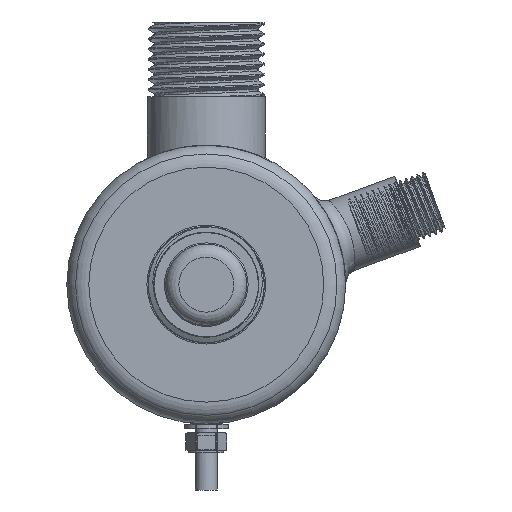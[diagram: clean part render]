
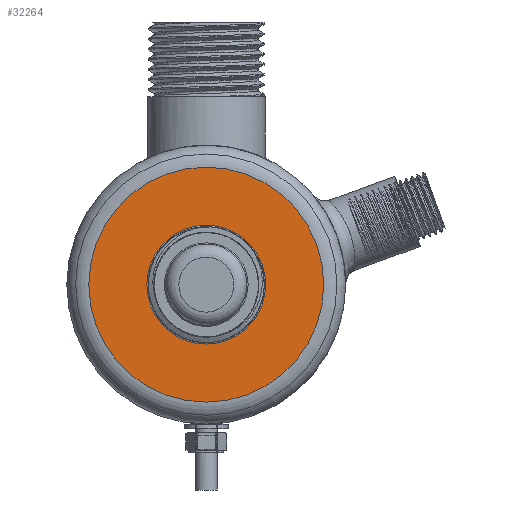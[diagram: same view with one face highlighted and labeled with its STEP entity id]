
A CAD part, left-side view. The second image highlights one B-rep face of the part: STEP entity #32264.
In plain terms, the highlighted planar face has unit normal (-1, 0, 0).
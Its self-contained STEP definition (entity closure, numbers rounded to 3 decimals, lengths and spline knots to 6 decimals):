
#3546=PLANE('',#34556);
#7657=ORIENTED_EDGE('',*,*,#18152,.T.);
#7658=ORIENTED_EDGE('',*,*,#18151,.F.);
#18151=EDGE_CURVE('',#23399,#23399,#26924,.T.);
#18152=EDGE_CURVE('',#23400,#23400,#26925,.T.);
#23399=VERTEX_POINT('',#41595);
#23400=VERTEX_POINT('',#41598);
#26924=CIRCLE('',#34555,0.02675);
#26925=CIRCLE('',#34557,0.013525);
#27534=EDGE_LOOP('',(#7657));
#27535=EDGE_LOOP('',(#7658));
#29778=FACE_BOUND('',#27534,.T.);
#29779=FACE_BOUND('',#27535,.T.);
#32264=ADVANCED_FACE('',(#29778,#29779),#3546,.T.);
#34555=AXIS2_PLACEMENT_3D('',#41594,#36407,#36408);
#34556=AXIS2_PLACEMENT_3D('',#41596,#36409,#36410);
#34557=AXIS2_PLACEMENT_3D('',#41597,#36411,#36412);
#36407=DIRECTION('',(1.,0.,0.));
#36408=DIRECTION('',(0.,0.,-1.));
#36409=DIRECTION('',(-1.,0.,0.));
#36410=DIRECTION('',(0.,0.,1.));
#36411=DIRECTION('',(1.,0.,0.));
#36412=DIRECTION('',(0.,0.,-1.));
#41594=CARTESIAN_POINT('',(-0.527,0.,0.));
#41595=CARTESIAN_POINT('',(-0.527,0.,-0.02675));
#41596=CARTESIAN_POINT('',(-0.527,0.,0.020138));
#41597=CARTESIAN_POINT('',(-0.527,0.,0.));
#41598=CARTESIAN_POINT('',(-0.527,0.,-0.013525));
